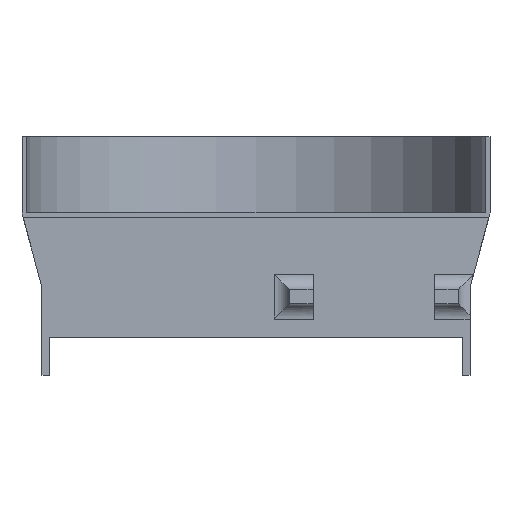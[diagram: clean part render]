
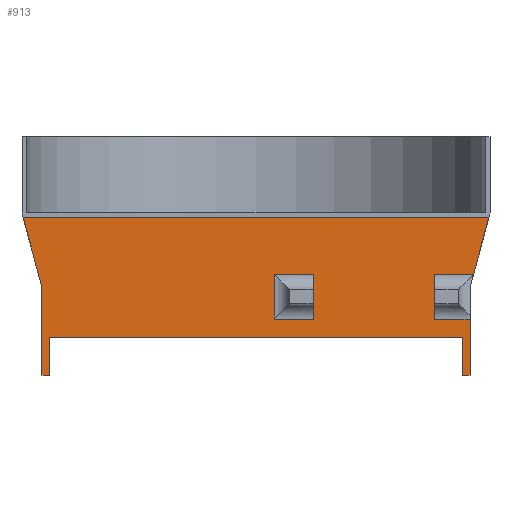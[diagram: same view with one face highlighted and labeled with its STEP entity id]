
A CAD part, front view. The second image highlights one B-rep face of the part: STEP entity #913.
In plain terms, the highlighted planar face has unit normal (0, -1, 0).
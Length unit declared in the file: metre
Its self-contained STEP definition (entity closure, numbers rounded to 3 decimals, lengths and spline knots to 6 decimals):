
#71=ORIENTED_EDGE('',*,*,#325,.F.);
#72=ORIENTED_EDGE('',*,*,#326,.T.);
#73=ORIENTED_EDGE('',*,*,#327,.F.);
#74=ORIENTED_EDGE('',*,*,#328,.F.);
#75=ORIENTED_EDGE('',*,*,#329,.F.);
#76=ORIENTED_EDGE('',*,*,#330,.F.);
#77=ORIENTED_EDGE('',*,*,#331,.T.);
#78=ORIENTED_EDGE('',*,*,#332,.T.);
#79=ORIENTED_EDGE('',*,*,#333,.T.);
#80=ORIENTED_EDGE('',*,*,#334,.T.);
#81=ORIENTED_EDGE('',*,*,#335,.T.);
#82=ORIENTED_EDGE('',*,*,#336,.T.);
#83=ORIENTED_EDGE('',*,*,#337,.F.);
#84=ORIENTED_EDGE('',*,*,#338,.T.);
#85=ORIENTED_EDGE('',*,*,#339,.F.);
#86=ORIENTED_EDGE('',*,*,#340,.T.);
#87=ORIENTED_EDGE('',*,*,#341,.T.);
#325=EDGE_CURVE('',#452,#453,#538,.T.);
#326=EDGE_CURVE('',#452,#454,#539,.F.);
#327=EDGE_CURVE('',#455,#454,#540,.T.);
#328=EDGE_CURVE('',#456,#455,#541,.T.);
#329=EDGE_CURVE('',#457,#456,#542,.T.);
#330=EDGE_CURVE('',#458,#457,#543,.T.);
#331=EDGE_CURVE('',#458,#459,#544,.T.);
#332=EDGE_CURVE('',#459,#460,#545,.T.);
#333=EDGE_CURVE('',#460,#461,#546,.T.);
#334=EDGE_CURVE('',#461,#462,#547,.F.);
#335=EDGE_CURVE('',#462,#463,#548,.T.);
#336=EDGE_CURVE('',#463,#464,#549,.T.);
#337=EDGE_CURVE('',#453,#464,#550,.F.);
#338=EDGE_CURVE('',#465,#466,#551,.F.);
#339=EDGE_CURVE('',#467,#466,#552,.T.);
#340=EDGE_CURVE('',#467,#468,#553,.T.);
#341=EDGE_CURVE('',#468,#465,#554,.T.);
#452=VERTEX_POINT('',#1328);
#453=VERTEX_POINT('',#1329);
#454=VERTEX_POINT('',#1331);
#455=VERTEX_POINT('',#1333);
#456=VERTEX_POINT('',#1335);
#457=VERTEX_POINT('',#1337);
#458=VERTEX_POINT('',#1339);
#459=VERTEX_POINT('',#1341);
#460=VERTEX_POINT('',#1343);
#461=VERTEX_POINT('',#1345);
#462=VERTEX_POINT('',#1347);
#463=VERTEX_POINT('',#1349);
#464=VERTEX_POINT('',#1351);
#465=VERTEX_POINT('',#1354);
#466=VERTEX_POINT('',#1355);
#467=VERTEX_POINT('',#1357);
#468=VERTEX_POINT('',#1359);
#538=LINE('',#1327,#632);
#539=LINE('',#1330,#633);
#540=LINE('',#1332,#634);
#541=LINE('',#1334,#635);
#542=LINE('',#1336,#636);
#543=LINE('',#1338,#637);
#544=LINE('',#1340,#638);
#545=LINE('',#1342,#639);
#546=LINE('',#1344,#640);
#547=LINE('',#1346,#641);
#548=LINE('',#1348,#642);
#549=LINE('',#1350,#643);
#550=LINE('',#1352,#644);
#551=LINE('',#1353,#645);
#552=LINE('',#1356,#646);
#553=LINE('',#1358,#647);
#554=LINE('',#1360,#648);
#632=VECTOR('',#1065,1.);
#633=VECTOR('',#1066,1.);
#634=VECTOR('',#1067,1.);
#635=VECTOR('',#1068,1.);
#636=VECTOR('',#1069,1.);
#637=VECTOR('',#1070,1.);
#638=VECTOR('',#1071,1.);
#639=VECTOR('',#1072,1.);
#640=VECTOR('',#1073,1.);
#641=VECTOR('',#1074,1.);
#642=VECTOR('',#1075,1.);
#643=VECTOR('',#1076,1.);
#644=VECTOR('',#1077,1.);
#645=VECTOR('',#1078,1.);
#646=VECTOR('',#1079,1.);
#647=VECTOR('',#1080,1.);
#648=VECTOR('',#1081,1.);
#726=EDGE_LOOP('',(#71,#72,#73,#74,#75,#76,#77,#78,#79,#80,#81,#82,#83));
#727=EDGE_LOOP('',(#84,#85,#86,#87));
#803=FACE_BOUND('',#726,.T.);
#804=FACE_BOUND('',#727,.T.);
#880=PLANE('',#977);
#913=ADVANCED_FACE('',(#803,#804),#880,.T.);
#977=AXIS2_PLACEMENT_3D('',#1326,#1063,#1064);
#1063=DIRECTION('',(0.,-1.,0.));
#1064=DIRECTION('',(1.,0.,0.));
#1065=DIRECTION('',(1.,0.,0.));
#1066=DIRECTION('',(-0.259,0.,0.966));
#1067=DIRECTION('',(0.,0.,1.));
#1068=DIRECTION('',(-1.,0.,0.));
#1069=DIRECTION('',(0.,0.,-1.));
#1070=DIRECTION('',(-1.,0.,0.));
#1071=DIRECTION('',(0.,0.,-1.));
#1072=DIRECTION('',(1.,0.,0.));
#1073=DIRECTION('',(0.,0.,1.));
#1074=DIRECTION('',(1.,0.,0.));
#1075=DIRECTION('',(0.,0.,1.));
#1076=DIRECTION('',(1.,0.,0.));
#1077=DIRECTION('',(0.259,0.,0.966));
#1078=DIRECTION('',(-1.,0.,0.));
#1079=DIRECTION('',(0.,0.,1.));
#1080=DIRECTION('',(-1.,0.,0.));
#1081=DIRECTION('',(0.,0.,1.));
#1326=CARTESIAN_POINT('',(-0.071411,-0.066675,0.020638));
#1327=CARTESIAN_POINT('',(0.,-0.066675,0.039688));
#1328=CARTESIAN_POINT('',(-0.077309,-0.066675,0.039688));
#1329=CARTESIAN_POINT('',(0.077309,-0.066675,0.039688));
#1330=CARTESIAN_POINT('',(-0.072205,-0.066675,0.020638));
#1331=CARTESIAN_POINT('',(-0.07112,-0.066675,0.016589));
#1332=CARTESIAN_POINT('',(-0.07112,-0.066675,0.011849));
#1333=CARTESIAN_POINT('',(-0.07112,-0.066675,-0.0127));
#1334=CARTESIAN_POINT('',(-0.06985,-0.066675,-0.0127));
#1335=CARTESIAN_POINT('',(-0.06858,-0.066675,-0.0127));
#1336=CARTESIAN_POINT('',(-0.06858,-0.066675,-0.00635));
#1337=CARTESIAN_POINT('',(-0.06858,-0.066675,0.));
#1338=CARTESIAN_POINT('',(0.065881,-0.066675,0.));
#1339=CARTESIAN_POINT('',(0.06858,-0.066675,0.));
#1340=CARTESIAN_POINT('',(0.06858,-0.066675,-0.00635));
#1341=CARTESIAN_POINT('',(0.06858,-0.066675,-0.0127));
#1342=CARTESIAN_POINT('',(0.06985,-0.066675,-0.0127));
#1343=CARTESIAN_POINT('',(0.07112,-0.066675,-0.0127));
#1344=CARTESIAN_POINT('',(0.07112,-0.066675,0.011849));
#1345=CARTESIAN_POINT('',(0.07112,-0.066675,0.00604));
#1346=CARTESIAN_POINT('',(-0.071411,-0.066675,0.00604));
#1347=CARTESIAN_POINT('',(0.059307,-0.066675,0.00604));
#1348=CARTESIAN_POINT('',(0.059307,-0.066675,0.013501));
#1349=CARTESIAN_POINT('',(0.059307,-0.066675,0.020963));
#1350=CARTESIAN_POINT('',(0.067244,-0.066675,0.020963));
#1351=CARTESIAN_POINT('',(0.072292,-0.066675,0.020963));
#1352=CARTESIAN_POINT('',(0.072205,-0.066675,0.020638));
#1353=CARTESIAN_POINT('',(-0.071411,-0.066675,0.020963));
#1354=CARTESIAN_POINT('',(0.005989,-0.066675,0.020963));
#1355=CARTESIAN_POINT('',(0.019007,-0.066675,0.020963));
#1356=CARTESIAN_POINT('',(0.019007,-0.066675,0.013501));
#1357=CARTESIAN_POINT('',(0.019007,-0.066675,0.00604));
#1358=CARTESIAN_POINT('',(0.011069,-0.066675,0.00604));
#1359=CARTESIAN_POINT('',(0.005989,-0.066675,0.00604));
#1360=CARTESIAN_POINT('',(0.005989,-0.066675,0.015883));
